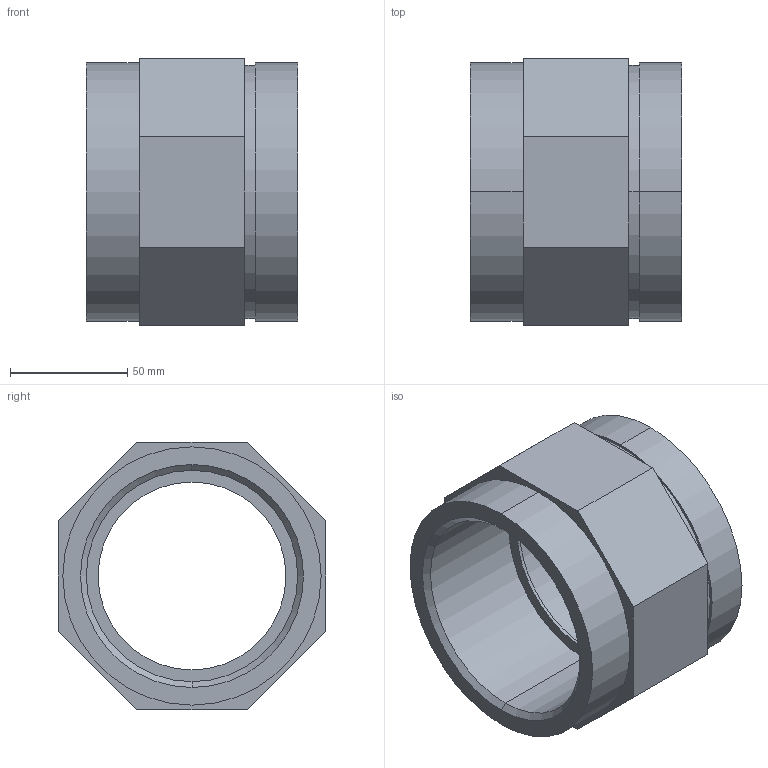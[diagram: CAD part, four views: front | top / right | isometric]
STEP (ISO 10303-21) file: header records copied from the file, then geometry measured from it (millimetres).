
FILE_DESCRIPTION(('STEP AP214'),'1');
FILE_NAME('cctmp_2E153041-92DC-4AD2-A210-5AF74DFB2F29_2022_02_21_14_27_29_0788..stp','2022-02-21T13:27:29',('Praher Valves GmbH'),('CADClick - www.CADClick.com'),'Spatial InterOp 3D',' ','unknown authorization');
FILE_SCHEMA(('AUTOMOTIVE_DESIGN'));
Length unit declared in the file: millimetre
Products named in the file (1): 70844
Bounding box: 90 x 114 x 114 mm (x, y, z)
Volume: 366122.8 mm3; surface area: 69139.7 mm2
Topology: 1 solids, 1 shells, 32 faces, 70 edges, 46 vertices
Faces by surface type: plane 16, cylinder 14, cone 2
Entity records: 1172 total; most frequent: DIRECTION 166, CARTESIAN_POINT 149, ORIENTED_EDGE 140, EDGE_CURVE 70, AXIS2_PLACEMENT_3D 63, VERTEX_POINT 46, EDGE_LOOP 40, LINE 40
